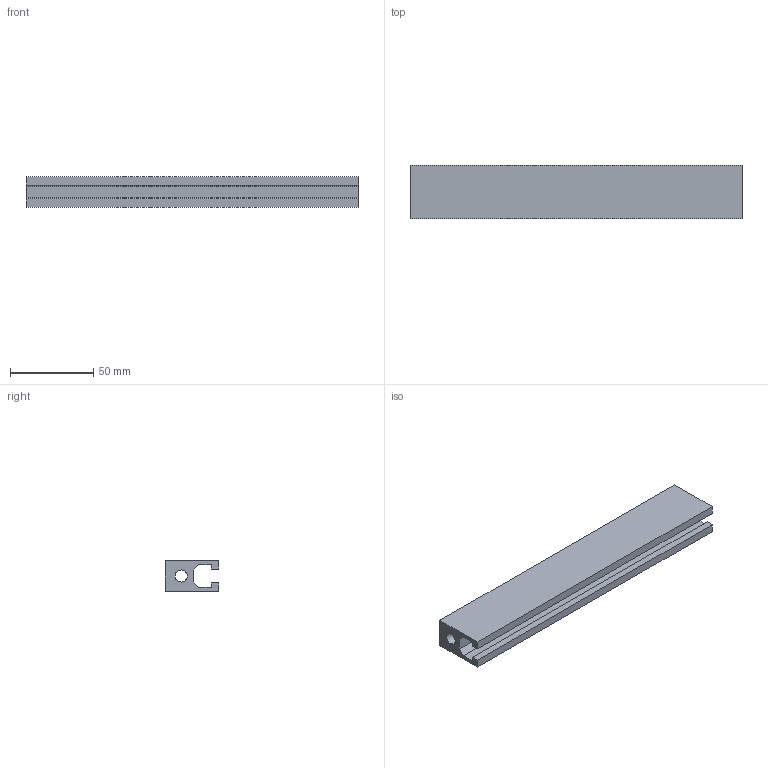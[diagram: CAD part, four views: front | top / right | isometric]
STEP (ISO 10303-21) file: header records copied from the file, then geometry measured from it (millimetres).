
FILE_DESCRIPTION (( 'STEP AP203' ), '1' );
FILE_NAME ('1.01.02.0011-profilo -alluminio-3D-18x32.STEP', '2018-11-27T15:09:44', ( '' ), ( '' ), 'SwSTEP 2.0', 'SolidWorks 2018', '' );
FILE_SCHEMA (( 'CONFIG_CONTROL_DESIGN' ));
Length unit declared in the file: millimetre
Products named in the file (1): 1.01.02.0011-profilo -alluminio-3D-18x32
Bounding box: 200 x 32 x 18.5 mm (x, y, z)
Volume: 74643.2 mm3; surface area: 33091.9 mm2
Topology: 1 solids, 1 shells, 18 faces, 48 edges, 32 vertices
Faces by surface type: plane 16, cylinder 2
Entity records: 637 total; most frequent: CARTESIAN_POINT 99, ORIENTED_EDGE 96, DIRECTION 90, EDGE_CURVE 48, LINE 44, VECTOR 44, VERTEX_POINT 32, AXIS2_PLACEMENT_3D 23
